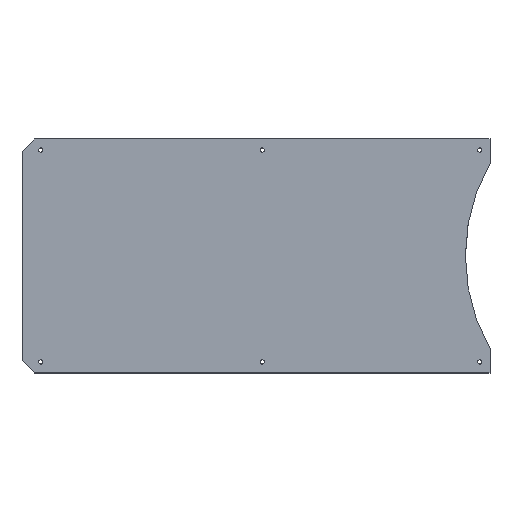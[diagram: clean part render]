
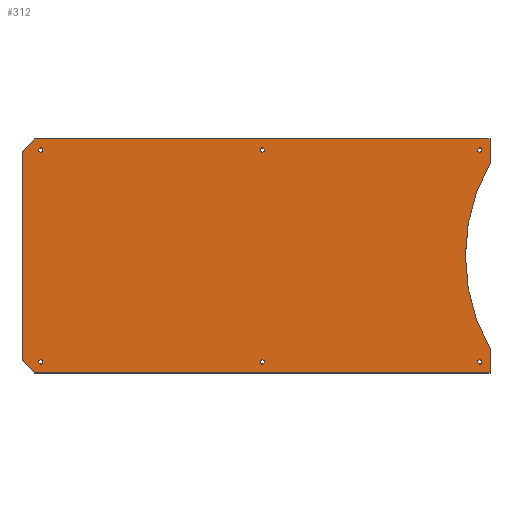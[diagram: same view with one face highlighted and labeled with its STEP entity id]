
A CAD part, top view. The second image highlights one B-rep face of the part: STEP entity #312.
In plain terms, the highlighted planar face has unit normal (0, 0, 1).
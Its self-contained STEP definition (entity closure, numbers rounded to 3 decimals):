
#21=CIRCLE('',#336,150.);
#22=CIRCLE('',#339,1.75);
#24=CIRCLE('',#342,1.75);
#26=CIRCLE('',#345,1.75);
#28=CIRCLE('',#348,1.75);
#30=CIRCLE('',#351,1.75);
#32=CIRCLE('',#354,1.75);
#85=ORIENTED_EDGE('',*,*,#145,.T.);
#86=ORIENTED_EDGE('',*,*,#143,.T.);
#87=ORIENTED_EDGE('',*,*,#141,.F.);
#88=ORIENTED_EDGE('',*,*,#139,.T.);
#89=ORIENTED_EDGE('',*,*,#137,.F.);
#90=ORIENTED_EDGE('',*,*,#135,.F.);
#91=ORIENTED_EDGE('',*,*,#115,.T.);
#92=ORIENTED_EDGE('',*,*,#119,.T.);
#93=ORIENTED_EDGE('',*,*,#122,.T.);
#94=ORIENTED_EDGE('',*,*,#125,.T.);
#95=ORIENTED_EDGE('',*,*,#128,.T.);
#96=ORIENTED_EDGE('',*,*,#131,.T.);
#97=ORIENTED_EDGE('',*,*,#134,.T.);
#98=ORIENTED_EDGE('',*,*,#148,.T.);
#115=EDGE_CURVE('',#152,#151,#179,.T.);
#119=EDGE_CURVE('',#151,#154,#183,.T.);
#122=EDGE_CURVE('',#154,#156,#186,.T.);
#125=EDGE_CURVE('',#156,#158,#189,.T.);
#128=EDGE_CURVE('',#158,#160,#192,.T.);
#131=EDGE_CURVE('',#160,#162,#21,.T.);
#134=EDGE_CURVE('',#162,#164,#196,.T.);
#135=EDGE_CURVE('',#165,#165,#22,.T.);
#137=EDGE_CURVE('',#167,#167,#24,.T.);
#139=EDGE_CURVE('',#169,#169,#26,.T.);
#141=EDGE_CURVE('',#171,#171,#28,.T.);
#143=EDGE_CURVE('',#173,#173,#30,.T.);
#145=EDGE_CURVE('',#175,#175,#32,.T.);
#148=EDGE_CURVE('',#164,#152,#198,.T.);
#151=VERTEX_POINT('',#449);
#152=VERTEX_POINT('',#451);
#154=VERTEX_POINT('',#457);
#156=VERTEX_POINT('',#463);
#158=VERTEX_POINT('',#469);
#160=VERTEX_POINT('',#475);
#162=VERTEX_POINT('',#481);
#164=VERTEX_POINT('',#487);
#165=VERTEX_POINT('',#491);
#167=VERTEX_POINT('',#496);
#169=VERTEX_POINT('',#501);
#171=VERTEX_POINT('',#506);
#173=VERTEX_POINT('',#511);
#175=VERTEX_POINT('',#516);
#179=LINE('',#450,#201);
#183=LINE('',#458,#205);
#186=LINE('',#464,#208);
#189=LINE('',#470,#211);
#192=LINE('',#476,#214);
#196=LINE('',#488,#218);
#198=LINE('',#521,#220);
#201=VECTOR('',#365,1000.);
#205=VECTOR('',#371,1000.);
#208=VECTOR('',#376,1000.);
#211=VECTOR('',#381,1000.);
#214=VECTOR('',#386,1000.);
#218=VECTOR('',#398,1000.);
#220=VECTOR('',#438,1000.);
#241=EDGE_LOOP('',(#85));
#242=EDGE_LOOP('',(#86));
#243=EDGE_LOOP('',(#87));
#244=EDGE_LOOP('',(#88));
#245=EDGE_LOOP('',(#89));
#246=EDGE_LOOP('',(#90));
#247=EDGE_LOOP('',(#91,#92,#93,#94,#95,#96,#97,#98));
#275=FACE_BOUND('',#241,.T.);
#276=FACE_BOUND('',#242,.T.);
#277=FACE_BOUND('',#243,.T.);
#278=FACE_BOUND('',#244,.T.);
#279=FACE_BOUND('',#245,.T.);
#280=FACE_BOUND('',#246,.T.);
#281=FACE_BOUND('',#247,.T.);
#296=PLANE('',#357);
#312=ADVANCED_FACE('',(#275,#276,#277,#278,#279,#280,#281),#296,.F.);
#336=AXIS2_PLACEMENT_3D('',#482,#392,#393);
#339=AXIS2_PLACEMENT_3D('',#490,#401,#402);
#342=AXIS2_PLACEMENT_3D('',#495,#407,#408);
#345=AXIS2_PLACEMENT_3D('',#500,#413,#414);
#348=AXIS2_PLACEMENT_3D('',#505,#419,#420);
#351=AXIS2_PLACEMENT_3D('',#510,#425,#426);
#354=AXIS2_PLACEMENT_3D('',#515,#431,#432);
#357=AXIS2_PLACEMENT_3D('',#522,#439,#440);
#365=DIRECTION('',(-0.707,-0.707,0.));
#371=DIRECTION('',(0.,-1.,0.));
#376=DIRECTION('',(0.707,-0.707,0.));
#381=DIRECTION('',(1.,0.,0.));
#386=DIRECTION('',(0.,1.,0.));
#392=DIRECTION('',(0.,0.,-1.));
#393=DIRECTION('',(1.,0.,0.));
#398=DIRECTION('',(0.,1.,0.));
#401=DIRECTION('',(0.,0.,1.));
#402=DIRECTION('',(1.,0.,0.));
#407=DIRECTION('',(0.,0.,1.));
#408=DIRECTION('',(1.,0.,0.));
#413=DIRECTION('',(0.,0.,-1.));
#414=DIRECTION('',(1.,0.,0.));
#419=DIRECTION('',(0.,0.,1.));
#420=DIRECTION('',(1.,0.,0.));
#425=DIRECTION('',(0.,0.,-1.));
#426=DIRECTION('',(1.,0.,0.));
#431=DIRECTION('',(0.,0.,-1.));
#432=DIRECTION('',(1.,0.,0.));
#438=DIRECTION('',(-1.,0.,0.));
#439=DIRECTION('',(0.,0.,-1.));
#440=DIRECTION('',(-1.,0.,0.));
#449=CARTESIAN_POINT('',(-190.,85.,4.));
#450=CARTESIAN_POINT('',(22.5,297.5,4.));
#451=CARTESIAN_POINT('',(-180.,95.,4.));
#457=CARTESIAN_POINT('',(-190.,-85.,4.));
#458=CARTESIAN_POINT('',(-190.,80.,4.));
#463=CARTESIAN_POINT('',(-180.,-95.,4.));
#464=CARTESIAN_POINT('',(22.5,-297.5,4.));
#469=CARTESIAN_POINT('',(190.,-95.,4.));
#470=CARTESIAN_POINT('',(-180.,-95.,4.));
#475=CARTESIAN_POINT('',(190.,-74.833,4.));
#476=CARTESIAN_POINT('',(190.,-90.,4.));
#481=CARTESIAN_POINT('',(190.,74.833,4.));
#482=CARTESIAN_POINT('',(320.,0.,4.));
#487=CARTESIAN_POINT('',(190.,95.,4.));
#488=CARTESIAN_POINT('',(190.,74.833,4.));
#490=CARTESIAN_POINT('',(5.,-86.,4.));
#491=CARTESIAN_POINT('',(6.75,-86.,4.));
#495=CARTESIAN_POINT('',(-174.753,-86.,4.));
#496=CARTESIAN_POINT('',(-173.003,-86.,4.));
#500=CARTESIAN_POINT('',(5.,86.,4.));
#501=CARTESIAN_POINT('',(6.75,86.,4.));
#505=CARTESIAN_POINT('',(181.708,-86.,4.));
#506=CARTESIAN_POINT('',(183.458,-86.,4.));
#510=CARTESIAN_POINT('',(-174.753,86.,4.));
#511=CARTESIAN_POINT('',(-173.003,86.,4.));
#515=CARTESIAN_POINT('',(181.708,86.,4.));
#516=CARTESIAN_POINT('',(183.458,86.,4.));
#521=CARTESIAN_POINT('',(190.,95.,4.));
#522=CARTESIAN_POINT('',(320.,0.,4.));
